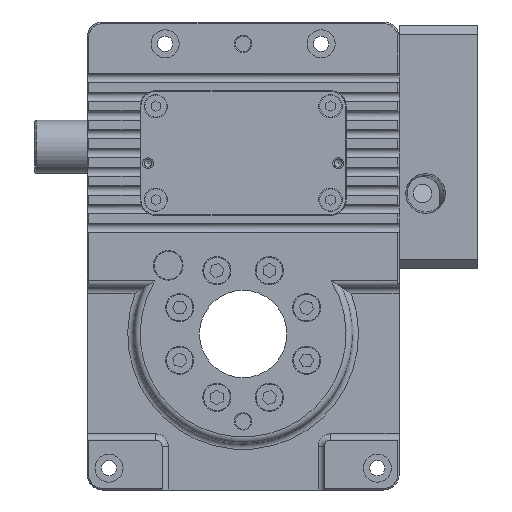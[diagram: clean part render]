
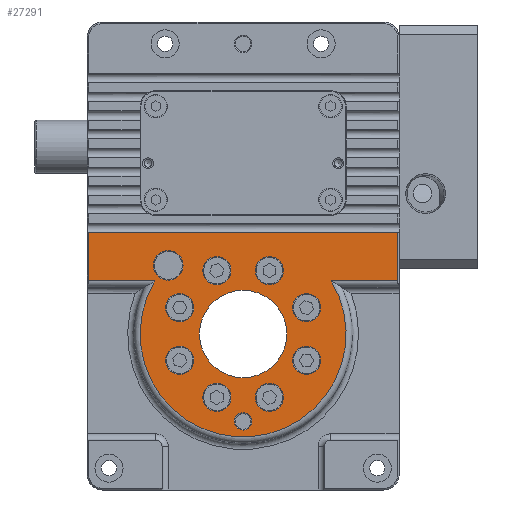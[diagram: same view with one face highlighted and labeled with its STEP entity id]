
A CAD part, front view. The second image highlights one B-rep face of the part: STEP entity #27291.
In plain terms, the highlighted planar face has unit normal (0, -1, 0).
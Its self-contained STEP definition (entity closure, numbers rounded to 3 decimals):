
#1521=LINE('',#38787,#3114);
#1523=LINE('',#38817,#3116);
#1548=LINE('',#38940,#3141);
#1570=LINE('',#38997,#3163);
#1751=LINE('',#39514,#3344);
#3114=VECTOR('',#32782,1000.);
#3116=VECTOR('',#32798,1000.);
#3141=VECTOR('',#32883,1000.);
#3163=VECTOR('',#32935,1000.);
#3344=VECTOR('',#33318,1000.);
#8169=ORIENTED_EDGE('',*,*,#11555,.T.);
#8170=ORIENTED_EDGE('',*,*,#11556,.F.);
#8171=ORIENTED_EDGE('',*,*,#11557,.F.);
#8172=ORIENTED_EDGE('',*,*,#11558,.F.);
#8173=ORIENTED_EDGE('',*,*,#11559,.F.);
#8174=ORIENTED_EDGE('',*,*,#11560,.F.);
#8175=ORIENTED_EDGE('',*,*,#11561,.F.);
#8176=ORIENTED_EDGE('',*,*,#11562,.F.);
#8177=ORIENTED_EDGE('',*,*,#11563,.F.);
#8178=ORIENTED_EDGE('',*,*,#11564,.T.);
#8179=ORIENTED_EDGE('',*,*,#11565,.F.);
#8180=ORIENTED_EDGE('',*,*,#10719,.T.);
#8181=ORIENTED_EDGE('',*,*,#10640,.T.);
#8182=ORIENTED_EDGE('',*,*,#10645,.T.);
#8183=ORIENTED_EDGE('',*,*,#10648,.T.);
#8184=ORIENTED_EDGE('',*,*,#10691,.T.);
#8185=ORIENTED_EDGE('',*,*,#10939,.F.);
#10640=EDGE_CURVE('',#12885,#12884,#1521,.T.);
#10645=EDGE_CURVE('',#12884,#12888,#14266,.T.);
#10648=EDGE_CURVE('',#12888,#12890,#1523,.T.);
#10691=EDGE_CURVE('',#12890,#12921,#1548,.T.);
#10719=EDGE_CURVE('',#12941,#12885,#1570,.T.);
#10939=EDGE_CURVE('',#12941,#12921,#1751,.T.);
#11555=EDGE_CURVE('',#13432,#13432,#14461,.T.);
#11556=EDGE_CURVE('',#13433,#13433,#14462,.T.);
#11557=EDGE_CURVE('',#13434,#13434,#14463,.T.);
#11558=EDGE_CURVE('',#13435,#13435,#14464,.T.);
#11559=EDGE_CURVE('',#13436,#13436,#14465,.T.);
#11560=EDGE_CURVE('',#13437,#13437,#14466,.T.);
#11561=EDGE_CURVE('',#13438,#13438,#14467,.T.);
#11562=EDGE_CURVE('',#13439,#13439,#14468,.T.);
#11563=EDGE_CURVE('',#13440,#13440,#14469,.T.);
#11564=EDGE_CURVE('',#13441,#13441,#14470,.T.);
#11565=EDGE_CURVE('',#13442,#13442,#14471,.T.);
#12884=VERTEX_POINT('',#38786);
#12885=VERTEX_POINT('',#38788);
#12888=VERTEX_POINT('',#38810);
#12890=VERTEX_POINT('',#38816);
#12921=VERTEX_POINT('',#38941);
#12941=VERTEX_POINT('',#38998);
#13432=VERTEX_POINT('',#42687);
#13433=VERTEX_POINT('',#42689);
#13434=VERTEX_POINT('',#42691);
#13435=VERTEX_POINT('',#42693);
#13436=VERTEX_POINT('',#42695);
#13437=VERTEX_POINT('',#42697);
#13438=VERTEX_POINT('',#42699);
#13439=VERTEX_POINT('',#42701);
#13440=VERTEX_POINT('',#42703);
#13441=VERTEX_POINT('',#42705);
#13442=VERTEX_POINT('',#42707);
#14266=CIRCLE('',#28736,33.);
#14461=CIRCLE('',#29224,2.8);
#14462=CIRCLE('',#29225,4.5);
#14463=CIRCLE('',#29226,4.5);
#14464=CIRCLE('',#29227,4.5);
#14465=CIRCLE('',#29228,4.5);
#14466=CIRCLE('',#29229,4.5);
#14467=CIRCLE('',#29230,4.5);
#14468=CIRCLE('',#29231,4.5);
#14469=CIRCLE('',#29232,4.5);
#14470=CIRCLE('',#29233,14.);
#14471=CIRCLE('',#29234,4.75);
#15616=EDGE_LOOP('',(#8169));
#15617=EDGE_LOOP('',(#8170));
#15618=EDGE_LOOP('',(#8171));
#15619=EDGE_LOOP('',(#8172));
#15620=EDGE_LOOP('',(#8173));
#15621=EDGE_LOOP('',(#8174));
#15622=EDGE_LOOP('',(#8175));
#15623=EDGE_LOOP('',(#8176));
#15624=EDGE_LOOP('',(#8177));
#15625=EDGE_LOOP('',(#8178));
#15626=EDGE_LOOP('',(#8179));
#15627=EDGE_LOOP('',(#8180,#8181,#8182,#8183,#8184,#8185));
#17143=FACE_BOUND('',#15616,.T.);
#17144=FACE_BOUND('',#15617,.T.);
#17145=FACE_BOUND('',#15618,.T.);
#17146=FACE_BOUND('',#15619,.T.);
#17147=FACE_BOUND('',#15620,.T.);
#17148=FACE_BOUND('',#15621,.T.);
#17149=FACE_BOUND('',#15622,.T.);
#17150=FACE_BOUND('',#15623,.T.);
#17151=FACE_BOUND('',#15624,.T.);
#17152=FACE_BOUND('',#15625,.T.);
#17153=FACE_BOUND('',#15626,.T.);
#17154=FACE_BOUND('',#15627,.T.);
#18251=PLANE('',#29223);
#27291=ADVANCED_FACE('',(#17143,#17144,#17145,#17146,#17147,#17148,#17149,
#17150,#17151,#17152,#17153,#17154),#18251,.F.);
#28736=AXIS2_PLACEMENT_3D('',#38812,#32790,#32791);
#29223=AXIS2_PLACEMENT_3D('',#42685,#34388,#34389);
#29224=AXIS2_PLACEMENT_3D('',#42686,#34390,#34391);
#29225=AXIS2_PLACEMENT_3D('',#42688,#34392,#34393);
#29226=AXIS2_PLACEMENT_3D('',#42690,#34394,#34395);
#29227=AXIS2_PLACEMENT_3D('',#42692,#34396,#34397);
#29228=AXIS2_PLACEMENT_3D('',#42694,#34398,#34399);
#29229=AXIS2_PLACEMENT_3D('',#42696,#34400,#34401);
#29230=AXIS2_PLACEMENT_3D('',#42698,#34402,#34403);
#29231=AXIS2_PLACEMENT_3D('',#42700,#34404,#34405);
#29232=AXIS2_PLACEMENT_3D('',#42702,#34406,#34407);
#29233=AXIS2_PLACEMENT_3D('',#42704,#34408,#34409);
#29234=AXIS2_PLACEMENT_3D('',#42706,#34410,#34411);
#32782=DIRECTION('',(1.,0.,0.));
#32790=DIRECTION('',(0.,-1.,0.));
#32791=DIRECTION('',(0.,0.,1.));
#32798=DIRECTION('',(1.,0.,0.));
#32883=DIRECTION('',(0.,0.,1.));
#32935=DIRECTION('',(0.,0.,-1.));
#33318=DIRECTION('',(1.,0.,0.));
#34388=DIRECTION('',(0.,1.,0.));
#34389=DIRECTION('',(0.,0.,1.));
#34390=DIRECTION('',(0.,1.,0.));
#34391=DIRECTION('',(0.,0.,-1.));
#34392=DIRECTION('',(0.,-1.,0.));
#34393=DIRECTION('',(0.,0.,-1.));
#34394=DIRECTION('',(0.,-1.,0.));
#34395=DIRECTION('',(0.,0.,-1.));
#34396=DIRECTION('',(0.,-1.,0.));
#34397=DIRECTION('',(0.,0.,-1.));
#34398=DIRECTION('',(0.,-1.,0.));
#34399=DIRECTION('',(0.,0.,-1.));
#34400=DIRECTION('',(0.,-1.,0.));
#34401=DIRECTION('',(0.,0.,-1.));
#34402=DIRECTION('',(0.,-1.,0.));
#34403=DIRECTION('',(0.,0.,-1.));
#34404=DIRECTION('',(0.,-1.,0.));
#34405=DIRECTION('',(0.,0.,-1.));
#34406=DIRECTION('',(0.,-1.,0.));
#34407=DIRECTION('',(0.,0.,-1.));
#34408=DIRECTION('',(0.,1.,0.));
#34409=DIRECTION('',(0.,0.,1.));
#34410=DIRECTION('',(0.,-1.,0.));
#34411=DIRECTION('',(0.,0.,-1.));
#38786=CARTESIAN_POINT('',(-28.284,-41.,-8.));
#38787=CARTESIAN_POINT('',(0.,-41.,-8.));
#38788=CARTESIAN_POINT('',(-49.5,-41.,-8.));
#38810=CARTESIAN_POINT('',(28.284,-41.,-8.));
#38812=CARTESIAN_POINT('',(0.,-41.,-25.));
#38816=CARTESIAN_POINT('',(49.5,-41.,-8.));
#38817=CARTESIAN_POINT('',(0.,-41.,-8.));
#38940=CARTESIAN_POINT('',(49.5,-41.,0.));
#38941=CARTESIAN_POINT('',(49.5,-41.,7.5));
#38997=CARTESIAN_POINT('',(-49.5,-41.,0.));
#38998=CARTESIAN_POINT('',(-49.5,-41.,7.5));
#39514=CARTESIAN_POINT('',(50.,-41.,7.5));
#42685=CARTESIAN_POINT('',(0.,-41.,0.));
#42686=CARTESIAN_POINT('',(0.,-41.,-53.));
#42687=CARTESIAN_POINT('',(0.,-41.,-55.8));
#42688=CARTESIAN_POINT('',(20.325,-41.,-16.581));
#42689=CARTESIAN_POINT('',(20.325,-41.,-21.081));
#42690=CARTESIAN_POINT('',(20.325,-41.,-33.419));
#42691=CARTESIAN_POINT('',(20.325,-41.,-37.919));
#42692=CARTESIAN_POINT('',(8.419,-41.,-45.325));
#42693=CARTESIAN_POINT('',(8.419,-41.,-49.825));
#42694=CARTESIAN_POINT('',(-8.419,-41.,-45.325));
#42695=CARTESIAN_POINT('',(-8.419,-41.,-49.825));
#42696=CARTESIAN_POINT('',(-20.325,-41.,-33.419));
#42697=CARTESIAN_POINT('',(-20.325,-41.,-37.919));
#42698=CARTESIAN_POINT('',(-20.325,-41.,-16.581));
#42699=CARTESIAN_POINT('',(-20.325,-41.,-21.081));
#42700=CARTESIAN_POINT('',(-8.419,-41.,-4.675));
#42701=CARTESIAN_POINT('',(-8.419,-41.,-9.175));
#42702=CARTESIAN_POINT('',(8.419,-41.,-4.675));
#42703=CARTESIAN_POINT('',(8.419,-41.,-9.175));
#42704=CARTESIAN_POINT('',(0.,-41.,-25.));
#42705=CARTESIAN_POINT('',(0.,-41.,-11.));
#42706=CARTESIAN_POINT('',(-24.,-41.,-3.));
#42707=CARTESIAN_POINT('',(-24.,-41.,-7.75));
